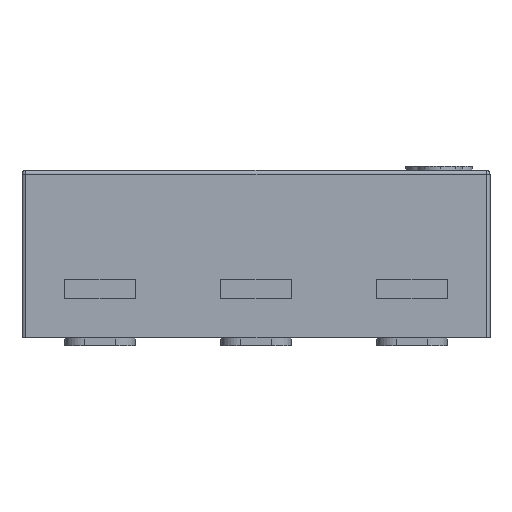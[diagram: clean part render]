
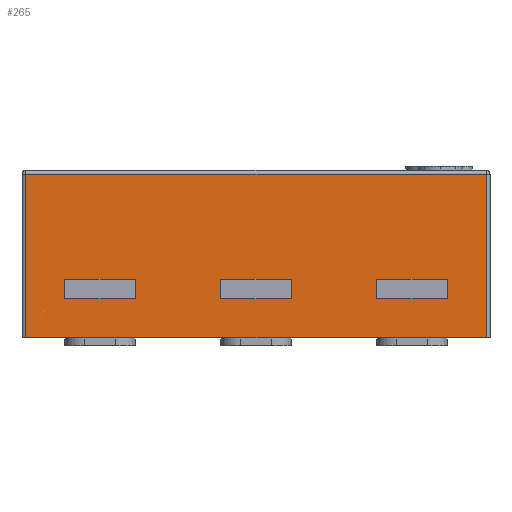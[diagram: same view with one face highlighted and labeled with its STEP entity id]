
A CAD part, front view. The second image highlights one B-rep face of the part: STEP entity #265.
In plain terms, the highlighted planar face has unit normal (0, -1, 0).
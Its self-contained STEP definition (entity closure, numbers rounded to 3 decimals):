
#17 = VERTEX_POINT ( 'NONE', #14359 ) ;
#85 = CARTESIAN_POINT ( 'NONE',  ( -0.09, -0.65, -0.28 ) ) ;
#115 = FACE_BOUND ( 'NONE', #5476, .T. ) ;
#186 = EDGE_CURVE ( 'NONE', #7638, #15484, #6627, .T. ) ;
#265 = ADVANCED_FACE ( 'NONE', ( #1276, #115, #13286, #3722 ), #12154, .T. ) ;
#289 = CARTESIAN_POINT ( 'NONE',  ( 0.59, -0.65, -0.01 ) ) ;
#411 = VERTEX_POINT ( 'NONE', #3553 ) ;
#700 = DIRECTION ( 'NONE',  ( 1., 0., 0. ) ) ;
#782 = ORIENTED_EDGE ( 'NONE', *, *, #12433, .F. ) ;
#1119 = DIRECTION ( 'NONE',  ( 0., 0., -1. ) ) ;
#1191 = CARTESIAN_POINT ( 'NONE',  ( -0.6, -0.65, -0.43 ) ) ;
#1218 = LINE ( 'NONE', #6875, #9271 ) ;
#1276 = FACE_OUTER_BOUND ( 'NONE', #14751, .T. ) ;
#1507 = VECTOR ( 'NONE', #700, 1000. ) ;
#1704 = EDGE_LOOP ( 'NONE', ( #12111, #782, #2912, #12758 ) ) ;
#1735 = ORIENTED_EDGE ( 'NONE', *, *, #14916, .F. ) ;
#1893 = EDGE_CURVE ( 'NONE', #15484, #6057, #2530, .T. ) ;
#2245 = EDGE_CURVE ( 'NONE', #6506, #11583, #11392, .T. ) ;
#2273 = DIRECTION ( 'NONE',  ( 0., 0., -1. ) ) ;
#2343 = CARTESIAN_POINT ( 'NONE',  ( -0.09, -0.65, -0.28 ) ) ;
#2488 = VERTEX_POINT ( 'NONE', #12820 ) ;
#2530 = LINE ( 'NONE', #8508, #12264 ) ;
#2603 = CARTESIAN_POINT ( 'NONE',  ( -0.59, -0.65, -0.01 ) ) ;
#2605 = VECTOR ( 'NONE', #10632, 1000. ) ;
#2672 = DIRECTION ( 'NONE',  ( -1., 0., 0. ) ) ;
#2688 = EDGE_LOOP ( 'NONE', ( #11001, #3787, #7505, #14128 ) ) ;
#2831 = DIRECTION ( 'NONE',  ( -1., 0., 0. ) ) ;
#2912 = ORIENTED_EDGE ( 'NONE', *, *, #5542, .F. ) ;
#2915 = CARTESIAN_POINT ( 'NONE',  ( 0.49, -0.65, -0.28 ) ) ;
#3347 = CARTESIAN_POINT ( 'NONE',  ( 0.59, -0.65, -0.43 ) ) ;
#3425 = CARTESIAN_POINT ( 'NONE',  ( -0.59, -0.65, -0.43 ) ) ;
#3553 = CARTESIAN_POINT ( 'NONE',  ( 0.49, -0.65, -0.33 ) ) ;
#3665 = LINE ( 'NONE', #6006, #5496 ) ;
#3722 = FACE_BOUND ( 'NONE', #2688, .T. ) ;
#3787 = ORIENTED_EDGE ( 'NONE', *, *, #10366, .F. ) ;
#4005 = ORIENTED_EDGE ( 'NONE', *, *, #14255, .F. ) ;
#4222 = EDGE_CURVE ( 'NONE', #9436, #17, #9435, .T. ) ;
#4503 = VECTOR ( 'NONE', #4512, 1000. ) ;
#4512 = DIRECTION ( 'NONE',  ( 0., 0., 1. ) ) ;
#4679 = DIRECTION ( 'NONE',  ( -1., 0., 0. ) ) ;
#4730 = CARTESIAN_POINT ( 'NONE',  ( 0.31, -0.65, -0.33 ) ) ;
#4809 = DIRECTION ( 'NONE',  ( 1., 0., 0. ) ) ;
#4836 = DIRECTION ( 'NONE',  ( 0., 0., 1. ) ) ;
#5113 = VERTEX_POINT ( 'NONE', #11900 ) ;
#5476 = EDGE_LOOP ( 'NONE', ( #10302, #8722, #4005, #1735 ) ) ;
#5496 = VECTOR ( 'NONE', #4836, 1000. ) ;
#5542 = EDGE_CURVE ( 'NONE', #17, #7932, #11959, .T. ) ;
#5686 = DIRECTION ( 'NONE',  ( 0., 0., 1. ) ) ;
#5694 = VECTOR ( 'NONE', #2831, 1000. ) ;
#5797 = CARTESIAN_POINT ( 'NONE',  ( -0.59, -0.65, -0.43 ) ) ;
#5895 = LINE ( 'NONE', #15333, #13896 ) ;
#5942 = EDGE_CURVE ( 'NONE', #14748, #9436, #3665, .T. ) ;
#6006 = CARTESIAN_POINT ( 'NONE',  ( 0.09, -0.65, -0.28 ) ) ;
#6029 = VECTOR ( 'NONE', #15269, 1000. ) ;
#6057 = VERTEX_POINT ( 'NONE', #15032 ) ;
#6203 = CARTESIAN_POINT ( 'NONE',  ( 0.09, -0.65, -0.28 ) ) ;
#6370 = VECTOR ( 'NONE', #2672, 1000. ) ;
#6506 = VERTEX_POINT ( 'NONE', #289 ) ;
#6602 = EDGE_CURVE ( 'NONE', #10844, #6506, #10338, .T. ) ;
#6627 = LINE ( 'NONE', #11677, #8192 ) ;
#6642 = LINE ( 'NONE', #12424, #1507 ) ;
#6692 = CARTESIAN_POINT ( 'NONE',  ( -0.49, -0.65, -0.28 ) ) ;
#6824 = VECTOR ( 'NONE', #7940, 1000. ) ;
#6853 = DIRECTION ( 'NONE',  ( 1., 0., 0. ) ) ;
#6875 = CARTESIAN_POINT ( 'NONE',  ( 0.31, -0.65, -0.28 ) ) ;
#7043 = ORIENTED_EDGE ( 'NONE', *, *, #6602, .T. ) ;
#7173 = EDGE_CURVE ( 'NONE', #13334, #10844, #6642, .T. ) ;
#7389 = EDGE_CURVE ( 'NONE', #11583, #13334, #12409, .T. ) ;
#7489 = DIRECTION ( 'NONE',  ( -1., 0., 0. ) ) ;
#7505 = ORIENTED_EDGE ( 'NONE', *, *, #13796, .F. ) ;
#7638 = VERTEX_POINT ( 'NONE', #9461 ) ;
#7756 = VECTOR ( 'NONE', #2273, 1000. ) ;
#7932 = VERTEX_POINT ( 'NONE', #9214 ) ;
#7940 = DIRECTION ( 'NONE',  ( 0., 0., 1. ) ) ;
#8192 = VECTOR ( 'NONE', #5686, 1000. ) ;
#8207 = VERTEX_POINT ( 'NONE', #10748 ) ;
#8494 = CARTESIAN_POINT ( 'NONE',  ( -0.31, -0.65, -0.28 ) ) ;
#8508 = CARTESIAN_POINT ( 'NONE',  ( -0.49, -0.65, -0.28 ) ) ;
#8652 = CARTESIAN_POINT ( 'NONE',  ( -0.6, -0.65, -0.01 ) ) ;
#8722 = ORIENTED_EDGE ( 'NONE', *, *, #186, .F. ) ;
#8792 = LINE ( 'NONE', #10980, #9810 ) ;
#9151 = ORIENTED_EDGE ( 'NONE', *, *, #7173, .T. ) ;
#9214 = CARTESIAN_POINT ( 'NONE',  ( -0.09, -0.65, -0.33 ) ) ;
#9271 = VECTOR ( 'NONE', #4679, 1000. ) ;
#9319 = LINE ( 'NONE', #12967, #13247 ) ;
#9435 = LINE ( 'NONE', #2343, #5694 ) ;
#9436 = VERTEX_POINT ( 'NONE', #6203 ) ;
#9461 = CARTESIAN_POINT ( 'NONE',  ( -0.31, -0.65, -0.33 ) ) ;
#9810 = VECTOR ( 'NONE', #11304, 1000. ) ;
#10064 = EDGE_CURVE ( 'NONE', #411, #14271, #15217, .T. ) ;
#10302 = ORIENTED_EDGE ( 'NONE', *, *, #1893, .F. ) ;
#10338 = LINE ( 'NONE', #3347, #4503 ) ;
#10366 = EDGE_CURVE ( 'NONE', #5113, #411, #10869, .T. ) ;
#10615 = ORIENTED_EDGE ( 'NONE', *, *, #7389, .T. ) ;
#10629 = CARTESIAN_POINT ( 'NONE',  ( 0.49, -0.65, -0.28 ) ) ;
#10632 = DIRECTION ( 'NONE',  ( 1., 0., 0. ) ) ;
#10748 = CARTESIAN_POINT ( 'NONE',  ( 0.31, -0.65, -0.28 ) ) ;
#10844 = VERTEX_POINT ( 'NONE', #12845 ) ;
#10869 = LINE ( 'NONE', #4730, #2605 ) ;
#10980 = CARTESIAN_POINT ( 'NONE',  ( 0.31, -0.65, -0.28 ) ) ;
#11001 = ORIENTED_EDGE ( 'NONE', *, *, #10064, .F. ) ;
#11257 = ORIENTED_EDGE ( 'NONE', *, *, #2245, .T. ) ;
#11304 = DIRECTION ( 'NONE',  ( 0., 0., -1. ) ) ;
#11392 = LINE ( 'NONE', #8652, #6370 ) ;
#11583 = VERTEX_POINT ( 'NONE', #2603 ) ;
#11677 = CARTESIAN_POINT ( 'NONE',  ( -0.31, -0.65, -0.28 ) ) ;
#11900 = CARTESIAN_POINT ( 'NONE',  ( 0.31, -0.65, -0.33 ) ) ;
#11959 = LINE ( 'NONE', #85, #7756 ) ;
#12111 = ORIENTED_EDGE ( 'NONE', *, *, #5942, .F. ) ;
#12154 = PLANE ( 'NONE',  #13524 ) ;
#12264 = VECTOR ( 'NONE', #7489, 1000. ) ;
#12409 = LINE ( 'NONE', #3425, #6029 ) ;
#12424 = CARTESIAN_POINT ( 'NONE',  ( -0.6, -0.65, -0.43 ) ) ;
#12433 = EDGE_CURVE ( 'NONE', #7932, #14748, #9319, .T. ) ;
#12758 = ORIENTED_EDGE ( 'NONE', *, *, #4222, .F. ) ;
#12820 = CARTESIAN_POINT ( 'NONE',  ( -0.49, -0.65, -0.33 ) ) ;
#12845 = CARTESIAN_POINT ( 'NONE',  ( 0.59, -0.65, -0.43 ) ) ;
#12860 = EDGE_CURVE ( 'NONE', #14271, #8207, #1218, .T. ) ;
#12883 = DIRECTION ( 'NONE',  ( 0., 0., -1. ) ) ;
#12967 = CARTESIAN_POINT ( 'NONE',  ( -0.09, -0.65, -0.33 ) ) ;
#13247 = VECTOR ( 'NONE', #6853, 1000. ) ;
#13286 = FACE_BOUND ( 'NONE', #1704, .T. ) ;
#13334 = VERTEX_POINT ( 'NONE', #5797 ) ;
#13362 = DIRECTION ( 'NONE',  ( 0., -1., 0. ) ) ;
#13395 = VECTOR ( 'NONE', #12883, 1000. ) ;
#13524 = AXIS2_PLACEMENT_3D ( 'NONE', #1191, #13362, #1119 ) ;
#13796 = EDGE_CURVE ( 'NONE', #8207, #5113, #8792, .T. ) ;
#13896 = VECTOR ( 'NONE', #4809, 1000. ) ;
#14077 = LINE ( 'NONE', #6692, #13395 ) ;
#14128 = ORIENTED_EDGE ( 'NONE', *, *, #12860, .F. ) ;
#14255 = EDGE_CURVE ( 'NONE', #2488, #7638, #5895, .T. ) ;
#14271 = VERTEX_POINT ( 'NONE', #10629 ) ;
#14359 = CARTESIAN_POINT ( 'NONE',  ( -0.09, -0.65, -0.28 ) ) ;
#14748 = VERTEX_POINT ( 'NONE', #15043 ) ;
#14751 = EDGE_LOOP ( 'NONE', ( #9151, #7043, #11257, #10615 ) ) ;
#14916 = EDGE_CURVE ( 'NONE', #6057, #2488, #14077, .T. ) ;
#15032 = CARTESIAN_POINT ( 'NONE',  ( -0.49, -0.65, -0.28 ) ) ;
#15043 = CARTESIAN_POINT ( 'NONE',  ( 0.09, -0.65, -0.33 ) ) ;
#15217 = LINE ( 'NONE', #2915, #6824 ) ;
#15269 = DIRECTION ( 'NONE',  ( 0., 0., -1. ) ) ;
#15333 = CARTESIAN_POINT ( 'NONE',  ( -0.49, -0.65, -0.33 ) ) ;
#15484 = VERTEX_POINT ( 'NONE', #8494 ) ;
